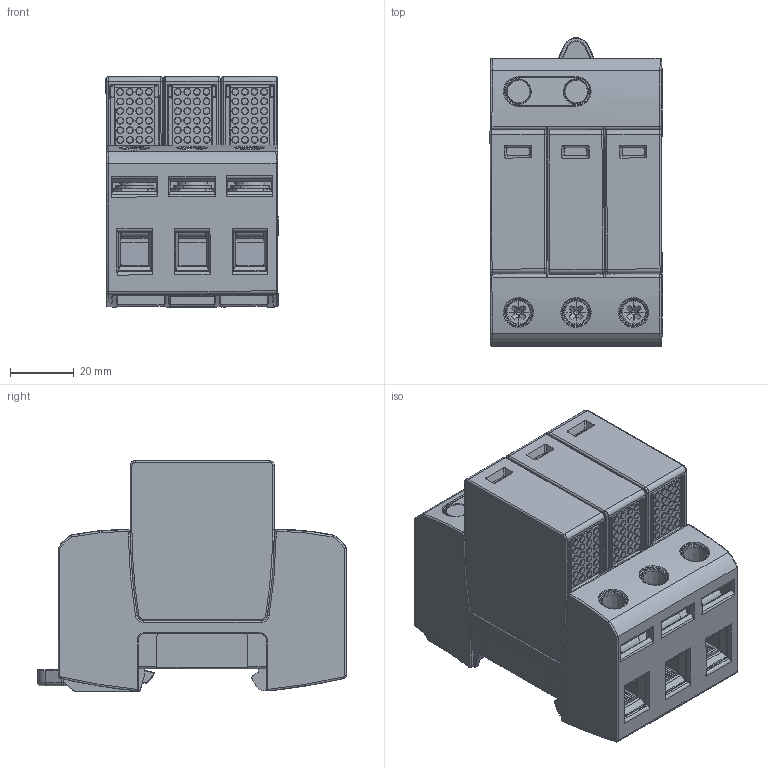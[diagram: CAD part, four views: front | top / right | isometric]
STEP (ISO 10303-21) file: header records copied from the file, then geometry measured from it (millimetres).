
FILE_DESCRIPTION(/* description */ (''),/* implementation_level */ '2;1');
FILE_NAME(/* name */ '901570_901572.sat.iam.stp',/* time_stamp */ '2021-09-24T10:39:09+02:00',/* author */ ('ENG41718'),/* organization */ (''),/* preprocessor_version */ 'ST-DEVELOPER v17.2',/* originating_system */ 'Autodesk Inventor 2019',/* authorisation */ '');
FILE_SCHEMA (('AUTOMOTIVE_DESIGN { 1 0 10303 214 3 1 1 }'));
Products named in the file (5): 901570_901572.sat; 901570_901572; 901570_901572_1; 901570_901572_2; 901570_901572_3
Assembly tree (4 placements, depth 2):
  901570_901572.sat
    901570_901572
    901570_901572_1
    901570_901572_2
    901570_901572_3
Bounding box: 53.78 x 96.41 x 72.01 mm (x, y, z)
Volume: 210124.7 mm3; surface area: 101686 mm2
Topology: 4 solids, 4 shells, 4864 faces, 12634 edges, 7772 vertices
Faces by surface type: plane 2288, cylinder 1446, bspline 768, cone 362
Entity records: 193913 total; most frequent: CARTESIAN_POINT 78400, ORIENTED_EDGE 25032, DIRECTION 19577, EDGE_CURVE 12516, VERTEX_POINT 7772, LINE 7303, VECTOR 7303, AXIS2_PLACEMENT_3D 6137
